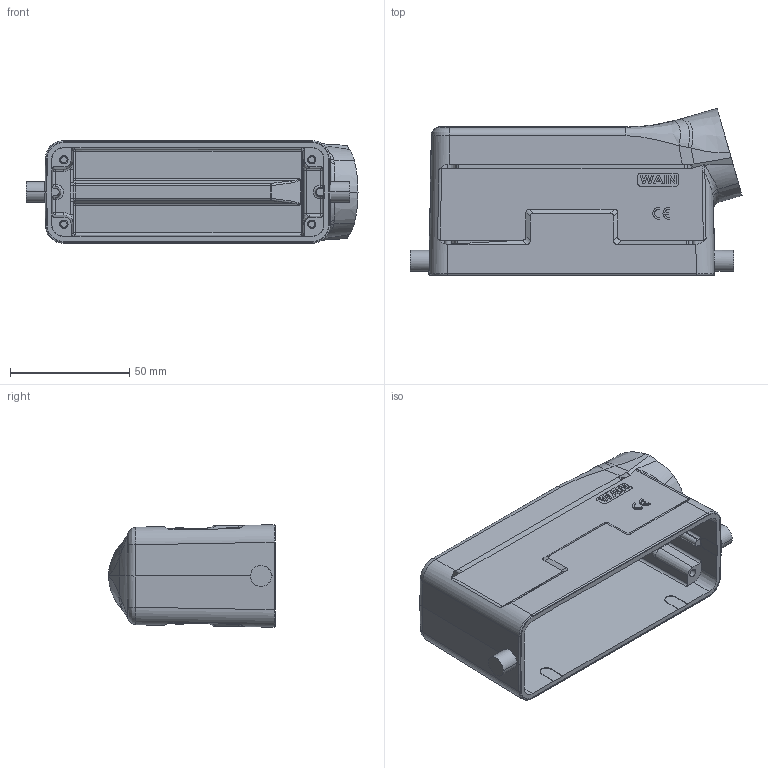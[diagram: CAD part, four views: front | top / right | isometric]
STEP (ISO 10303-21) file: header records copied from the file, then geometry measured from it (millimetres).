
FILE_DESCRIPTION((''),'2;1');
FILE_NAME('3D_1111245101002_W24B-SE-2B-M32','2023-12-06T',('p.yu'),(''),'PRO/ENGINEER BY PARAMETRIC TECHNOLOGY CORPORATION, 2012480','PRO/ENGINEER BY PARAMETRIC TECHNOLOGY CORPORATION, 2012480','');
FILE_SCHEMA(('CONFIG_CONTROL_DESIGN'));
Length unit declared in the file: millimetre
Products named in the file (1): 3D_1111245101002_W24B-SE-2B-M32
Bounding box: 139.3 x 70.04 x 42.99 mm (x, y, z)
Volume: 73534.7 mm3; surface area: 48259.7 mm2
Topology: 1 solids, 1 shells, 396 faces, 1035 edges, 651 vertices
Faces by surface type: plane 204, cylinder 121, bspline 36, sphere 14, cone 12, torus 8, revolution 1
Entity records: 14189 total; most frequent: CARTESIAN_POINT 4877, ORIENTED_EDGE 2042, DIRECTION 1736, EDGE_CURVE 1021, VERTEX_POINT 651, VECTOR 635, LINE 635, AXIS2_PLACEMENT_3D 550
